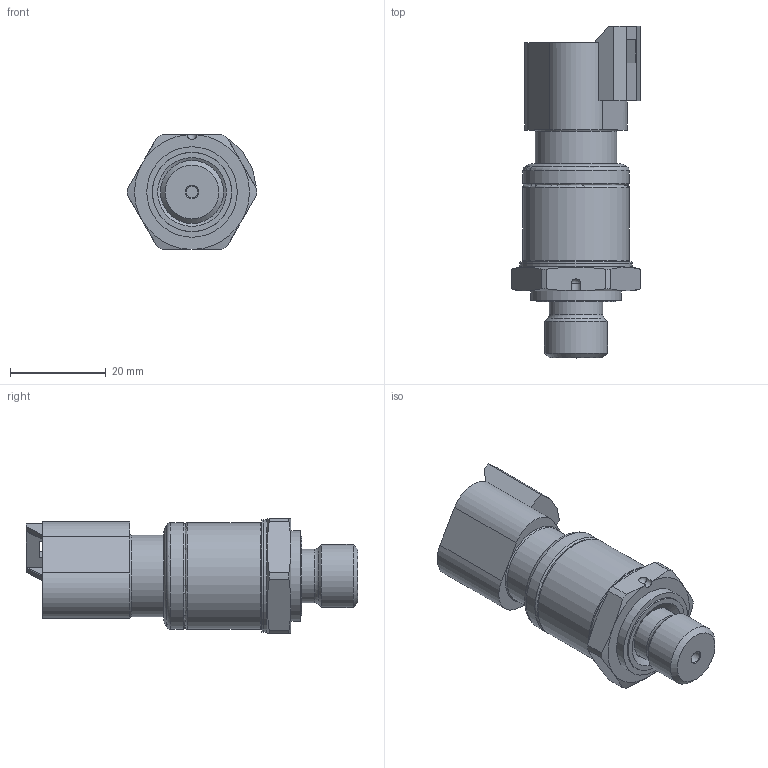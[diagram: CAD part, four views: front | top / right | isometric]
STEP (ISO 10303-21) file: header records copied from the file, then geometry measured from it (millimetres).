
FILE_DESCRIPTION(/* description */ ('Unknown'),/* implementation_level */ '2;1');
FILE_NAME(/* name */ 'PP20S-xxxxxxxx8806xxx3',/* time_stamp */ '2021-10-12T08:22:11+02:00',/* author */ ('Unknown'),/* organization */ ('Baumer'),/* preprocessor_version */ 'ST-DEVELOPER v16.7',/* originating_system */ 'Solid Edge',/* authorisation */ 'Unknown');
FILE_SCHEMA (('AUTOMOTIVE_DESIGN {1 0 10303 214 3 1 1}'));
Length unit declared in the file: millimetre
Products named in the file (1): PP20S-xxxxxxxx8806xxx3
Bounding box: 27 x 69.3 x 24 mm (x, y, z)
Surface area: 6882.8 mm2 (no closed solid volume)
Topology: 0 solids, 7 shells, 101 faces, 266 edges, 171 vertices
Faces by surface type: plane 39, cylinder 33, torus 14, cone 11, bspline 3, sphere 1
Full cylindrical faces by diameter (mm): 2.5 x1, 11.2 x1, 11.6 x1, 13.157 x1, 16.5 x1, 16.6 x1, 17 x1, 18.9 x1, 21 x1, 22.24 x2, 23.4 x1, 23.5 x1
Entity records: 3118 total; most frequent: CARTESIAN_POINT 727, DIRECTION 483, ORIENTED_EDGE 430, EDGE_CURVE 230, AXIS2_PLACEMENT_3D 197, VERTEX_POINT 164, EDGE_LOOP 142, FACE_BOUND 142
